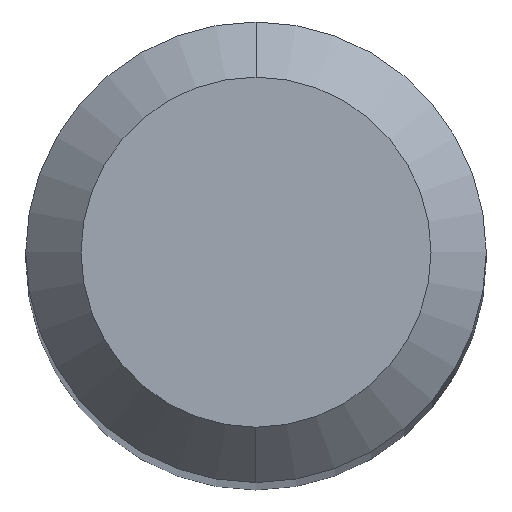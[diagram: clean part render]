
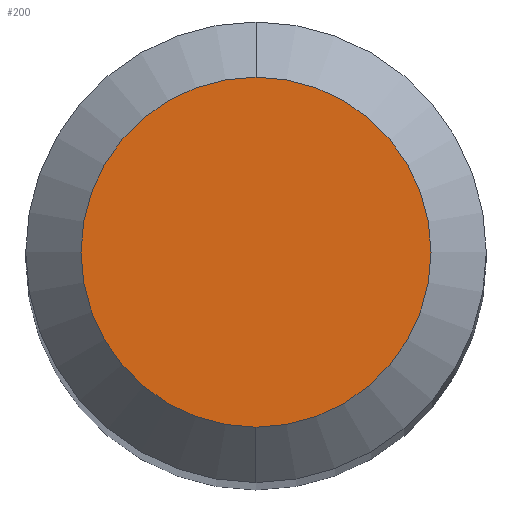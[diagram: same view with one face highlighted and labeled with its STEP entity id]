
A CAD part, top view. The second image highlights one B-rep face of the part: STEP entity #200.
In plain terms, the highlighted planar face has unit normal (0, 0, 1).
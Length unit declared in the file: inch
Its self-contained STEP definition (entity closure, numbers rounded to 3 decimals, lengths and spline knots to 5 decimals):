
#1 = EDGE_LOOP ( 'NONE', ( #380, #446 ) ) ;
#11 = DIRECTION ( 'NONE',  ( 0., 0., 1. ) ) ;
#111 = CIRCLE ( 'NONE', #409, 0.0475 ) ;
#140 = CARTESIAN_POINT ( 'NONE',  ( 0., 0., 0. ) ) ;
#141 = EDGE_CURVE ( 'NONE', #486, #546, #111, .T. ) ;
#176 = DIRECTION ( 'NONE',  ( 0., -1., 0. ) ) ;
#200 = ADVANCED_FACE ( 'NONE', ( #378 ), #319, .F. ) ;
#253 = CIRCLE ( 'NONE', #438, 0.0475 ) ;
#268 = DIRECTION ( 'NONE',  ( 0., -1., 0. ) ) ;
#278 = CARTESIAN_POINT ( 'NONE',  ( 0., 0.0475, 0. ) ) ;
#299 = AXIS2_PLACEMENT_3D ( 'NONE', #278, #504, #510 ) ;
#304 = CARTESIAN_POINT ( 'NONE',  ( 0., 0.0475, 0. ) ) ;
#319 = PLANE ( 'NONE',  #299 ) ;
#378 = FACE_OUTER_BOUND ( 'NONE', #1, .T. ) ;
#380 = ORIENTED_EDGE ( 'NONE', *, *, #393, .T. ) ;
#381 = DIRECTION ( 'NONE',  ( 0., 0., 1. ) ) ;
#392 = CARTESIAN_POINT ( 'NONE',  ( 0., -0.0475, 0. ) ) ;
#393 = EDGE_CURVE ( 'NONE', #546, #486, #253, .T. ) ;
#394 = CARTESIAN_POINT ( 'NONE',  ( 0., 0., 0. ) ) ;
#409 = AXIS2_PLACEMENT_3D ( 'NONE', #394, #11, #268 ) ;
#438 = AXIS2_PLACEMENT_3D ( 'NONE', #140, #381, #176 ) ;
#446 = ORIENTED_EDGE ( 'NONE', *, *, #141, .T. ) ;
#486 = VERTEX_POINT ( 'NONE', #392 ) ;
#504 = DIRECTION ( 'NONE',  ( 0., 0., -1. ) ) ;
#510 = DIRECTION ( 'NONE',  ( 0., 1., 0. ) ) ;
#546 = VERTEX_POINT ( 'NONE', #304 ) ;
